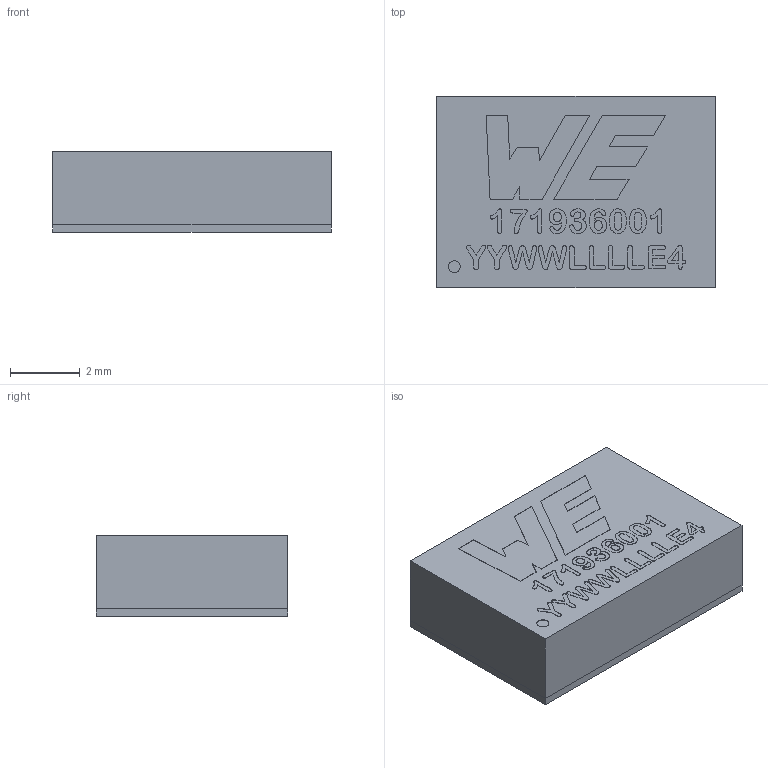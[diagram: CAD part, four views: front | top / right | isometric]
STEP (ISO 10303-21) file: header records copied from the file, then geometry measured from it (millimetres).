
FILE_DESCRIPTION(/* description */ ('Unknown'),/* implementation_level */ '2;1');
FILE_NAME(/* name */ '171936001',/* time_stamp */ '2024-03-28T11:20:06+01:00',/* author */ ('Unknown'),/* organization */ ('Unknown'),/* preprocessor_version */ 'ST-DEVELOPER v18.102',/* originating_system */ 'Unknown',/* authorisation */ ' ');
FILE_SCHEMA (('CONFIG_CONTROL_DESIGN'));
Length unit declared in the file: metre
Products named in the file (3): id3; Body; Base
Assembly tree (2 placements, depth 2):
  id3
    Body
    Base
Bounding box: 8 x 5.5 x 2.32 mm (x, y, z)
Volume: 101.9 mm3; surface area: 239.8 mm2
Topology: 2 solids, 2 shells, 145 faces, 306 edges, 204 vertices
Faces by surface type: plane 92, bspline 40, cylinder 13
Full cylindrical faces by diameter (mm): 0.345 x1, 0.75 x12
Entity records: 8035 total; most frequent: CARTESIAN_POINT 4209, ORIENTED_EDGE 574, DIRECTION 417, EDGE_CURVE 287, VERTEX_POINT 204, EDGE_LOOP 203, FACE_BOUND 203, LINE 149
